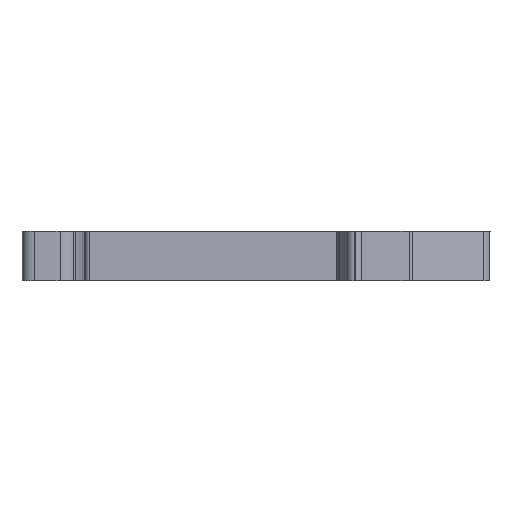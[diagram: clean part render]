
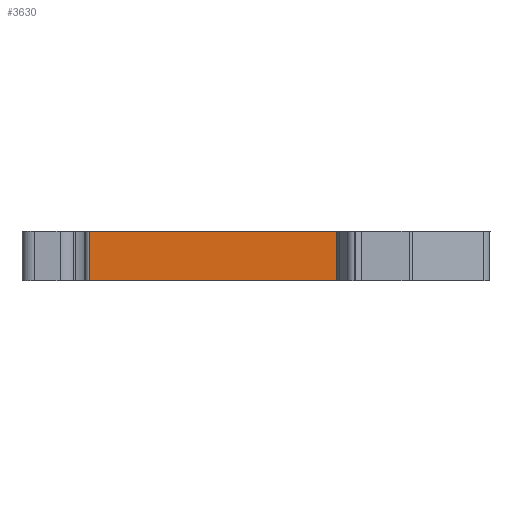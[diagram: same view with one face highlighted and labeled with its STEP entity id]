
A CAD part, front view. The second image highlights one B-rep face of the part: STEP entity #3630.
In plain terms, the highlighted face is planar.
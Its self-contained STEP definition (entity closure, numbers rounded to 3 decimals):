
#3240=CARTESIAN_POINT('',(16.854,-8.628,
-0.15));
#3250=DIRECTION('',(0.122,-0.993,
0.));
#3260=DIRECTION('',(-0.993,-0.122,
0.));
#3270=AXIS2_PLACEMENT_3D('',#3240,#3250,#3260);
#3280=PLANE('',#3270);
#3290=CARTESIAN_POINT('',(49.63,-4.604,
0.35));
#3300=DIRECTION('',(0.,0.,1.));
#3310=VECTOR('',#3300,1.);
#3320=LINE('',#3290,#3310);
#3330=CARTESIAN_POINT('',(49.63,-4.604,
-5.8));
#3340=VERTEX_POINT('',#3330);
#3350=CARTESIAN_POINT('',(49.63,-4.604,
0.35));
#3360=VERTEX_POINT('',#3350);
#3370=EDGE_CURVE('',#3340,#3360,#3320,.T.);
#3380=ORIENTED_EDGE('',*,*,#3370,.T.);
#3390=CARTESIAN_POINT('',(0.,-10.698,-5.8));
#3400=DIRECTION('',(0.993,0.122,
0.));
#3410=VECTOR('',#3400,1.);
#3420=LINE('',#3390,#3410);
#3430=CARTESIAN_POINT('',(16.724,-8.644,
-5.8));
#3440=VERTEX_POINT('',#3430);
#3450=EDGE_CURVE('',#3440,#3340,#3420,.T.);
#3460=ORIENTED_EDGE('',*,*,#3450,.T.);
#3470=CARTESIAN_POINT('',(16.724,-8.644,
0.35));
#3480=DIRECTION('',(0.,0.,1.));
#3490=VECTOR('',#3480,1.);
#3500=LINE('',#3470,#3490);
#3510=CARTESIAN_POINT('',(16.724,-8.644,
0.35));
#3520=VERTEX_POINT('',#3510);
#3530=EDGE_CURVE('',#3440,#3520,#3500,.T.);
#3540=ORIENTED_EDGE('',*,*,#3530,.F.);
#3550=CARTESIAN_POINT('',(0.,-10.698,0.35));
#3560=DIRECTION('',(-0.993,-0.122,
0.));
#3570=VECTOR('',#3560,1.);
#3580=LINE('',#3550,#3570);
#3590=EDGE_CURVE('',#3360,#3520,#3580,.T.);
#3600=ORIENTED_EDGE('',*,*,#3590,.T.);
#3610=EDGE_LOOP('',(#3600,#3540,#3460,#3380));
#3620=FACE_OUTER_BOUND('',#3610,.T.);
#3630=ADVANCED_FACE('',(#3620),#3280,.T.);
